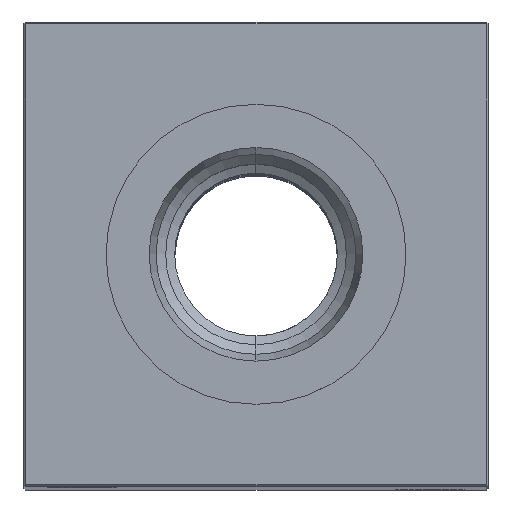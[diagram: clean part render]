
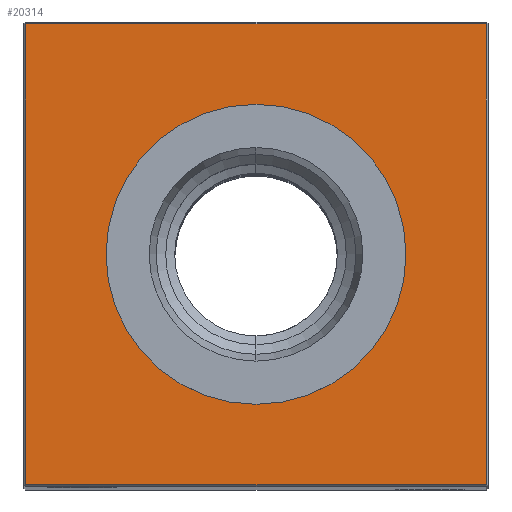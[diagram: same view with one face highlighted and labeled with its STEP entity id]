
A CAD part, top view. The second image highlights one B-rep face of the part: STEP entity #20314.
In plain terms, the highlighted planar face has unit normal (0, 0, 1).
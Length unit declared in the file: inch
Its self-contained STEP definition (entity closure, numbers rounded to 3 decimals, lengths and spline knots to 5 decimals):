
#273 = CARTESIAN_POINT ( 'NONE',  ( -1.24, -1.24, 10.5 ) ) ;
#361 = DIRECTION ( 'NONE',  ( 0., 0., -1. ) ) ;
#545 = EDGE_CURVE ( 'NONE', #26618, #13405, #12286, .T. ) ;
#1126 = VECTOR ( 'NONE', #25100, 39.37008 ) ;
#1673 = EDGE_LOOP ( 'NONE', ( #13533, #23506, #11685, #18970 ) ) ;
#2328 = CARTESIAN_POINT ( 'NONE',  ( 1.24, 0., 10.5 ) ) ;
#2350 = EDGE_CURVE ( 'NONE', #5865, #21242, #21399, .T. ) ;
#3267 = DIRECTION ( 'NONE',  ( 0., -1., 0. ) ) ;
#4167 = LINE ( 'NONE', #2328, #11076 ) ;
#4301 = CARTESIAN_POINT ( 'NONE',  ( 0., 1.24, 10.5 ) ) ;
#4551 = EDGE_CURVE ( 'NONE', #21242, #26618, #22776, .T. ) ;
#5623 = VECTOR ( 'NONE', #19688, 39.37008 ) ;
#5865 = VERTEX_POINT ( 'NONE', #22773 ) ;
#6103 = AXIS2_PLACEMENT_3D ( 'NONE', #13141, #361, #15427 ) ;
#6295 = DIRECTION ( 'NONE',  ( 0., 0., -1. ) ) ;
#6503 = CIRCLE ( 'NONE', #13802, 0.80709 ) ;
#6889 = FACE_BOUND ( 'NONE', #21605, .T. ) ;
#7270 = DIRECTION ( 'NONE',  ( 0., 0., -1. ) ) ;
#7901 = CARTESIAN_POINT ( 'NONE',  ( 1.24, -1.24, 10.5 ) ) ;
#8095 = ORIENTED_EDGE ( 'NONE', *, *, #27381, .T. ) ;
#8579 = DIRECTION ( 'NONE',  ( -1., 0., 0. ) ) ;
#8599 = DIRECTION ( 'NONE',  ( 0., 1., 0. ) ) ;
#8812 = VECTOR ( 'NONE', #3267, 39.37008 ) ;
#9644 = CARTESIAN_POINT ( 'NONE',  ( 0., -0.80709, 10.5 ) ) ;
#10447 = CARTESIAN_POINT ( 'NONE',  ( 0., -1.24, 10.5 ) ) ;
#11021 = CARTESIAN_POINT ( 'NONE',  ( 0., 0.80709, 10.5 ) ) ;
#11076 = VECTOR ( 'NONE', #8599, 39.37008 ) ;
#11166 = PLANE ( 'NONE',  #6103 ) ;
#11685 = ORIENTED_EDGE ( 'NONE', *, *, #21750, .T. ) ;
#12193 = VERTEX_POINT ( 'NONE', #11021 ) ;
#12286 = LINE ( 'NONE', #10447, #1126 ) ;
#13141 = CARTESIAN_POINT ( 'NONE',  ( 0., 0., 10.5 ) ) ;
#13405 = VERTEX_POINT ( 'NONE', #7901 ) ;
#13485 = EDGE_CURVE ( 'NONE', #18055, #12193, #6503, .T. ) ;
#13533 = ORIENTED_EDGE ( 'NONE', *, *, #4551, .T. ) ;
#13802 = AXIS2_PLACEMENT_3D ( 'NONE', #17392, #6295, #8579 ) ;
#14454 = ORIENTED_EDGE ( 'NONE', *, *, #13485, .T. ) ;
#14854 = CIRCLE ( 'NONE', #23423, 0.80709 ) ;
#15427 = DIRECTION ( 'NONE',  ( -1., 0., 0. ) ) ;
#15941 = DIRECTION ( 'NONE',  ( -1., 0., 0. ) ) ;
#17392 = CARTESIAN_POINT ( 'NONE',  ( 0., 0., 10.5 ) ) ;
#18055 = VERTEX_POINT ( 'NONE', #9644 ) ;
#18970 = ORIENTED_EDGE ( 'NONE', *, *, #2350, .T. ) ;
#19688 = DIRECTION ( 'NONE',  ( -1., 0., 0. ) ) ;
#20222 = CARTESIAN_POINT ( 'NONE',  ( 0., 0., 10.5 ) ) ;
#20314 = ADVANCED_FACE ( 'NONE', ( #23951, #6889 ), #11166, .F. ) ;
#20788 = CARTESIAN_POINT ( 'NONE',  ( -1.24, 0., 10.5 ) ) ;
#21242 = VERTEX_POINT ( 'NONE', #27452 ) ;
#21399 = LINE ( 'NONE', #4301, #5623 ) ;
#21605 = EDGE_LOOP ( 'NONE', ( #8095, #14454 ) ) ;
#21750 = EDGE_CURVE ( 'NONE', #13405, #5865, #4167, .T. ) ;
#22773 = CARTESIAN_POINT ( 'NONE',  ( 1.24, 1.24, 10.5 ) ) ;
#22776 = LINE ( 'NONE', #20788, #8812 ) ;
#23423 = AXIS2_PLACEMENT_3D ( 'NONE', #20222, #7270, #15941 ) ;
#23506 = ORIENTED_EDGE ( 'NONE', *, *, #545, .T. ) ;
#23951 = FACE_OUTER_BOUND ( 'NONE', #1673, .T. ) ;
#25100 = DIRECTION ( 'NONE',  ( 1., 0., 0. ) ) ;
#26618 = VERTEX_POINT ( 'NONE', #273 ) ;
#27381 = EDGE_CURVE ( 'NONE', #12193, #18055, #14854, .T. ) ;
#27452 = CARTESIAN_POINT ( 'NONE',  ( -1.24, 1.24, 10.5 ) ) ;
